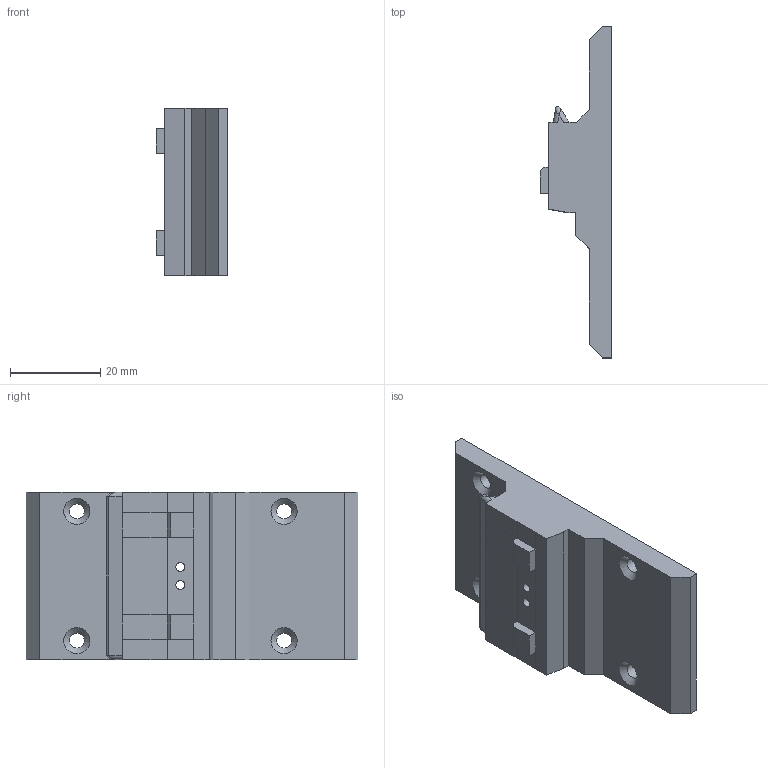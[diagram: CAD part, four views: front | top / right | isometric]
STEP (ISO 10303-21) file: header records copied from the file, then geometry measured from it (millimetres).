
FILE_DESCRIPTION(('FreeCAD Model'),'2;1');
FILE_NAME('Open CASCADE Shape Model','2025-10-08T14:24:29',(''),(''), 'Open CASCADE STEP processor 7.8','FreeCAD','Unknown');
FILE_SCHEMA(('AUTOMOTIVE_DESIGN { 1 0 10303 214 1 1 1 1 }'));
Length unit declared in the file: millimetre
Products named in the file (1): BuckConverterRecess001
Bounding box: 15.9 x 73.42 x 37 mm (x, y, z)
Volume: 18857.7 mm3; surface area: 8342.3 mm2
Topology: 1 solids, 1 shells, 73 faces, 194 edges, 122 vertices
Faces by surface type: plane 56, cylinder 11, cone 4, bspline 2
Full cylindrical faces by diameter (mm): 2 x2, 3.3 x4
Entity records: 2452 total; most frequent: CARTESIAN_POINT 610, ORIENTED_EDGE 384, DIRECTION 350, EDGE_CURVE 192, LINE 166, VECTOR 166, VERTEX_POINT 122, AXIS2_PLACEMENT_3D 92
